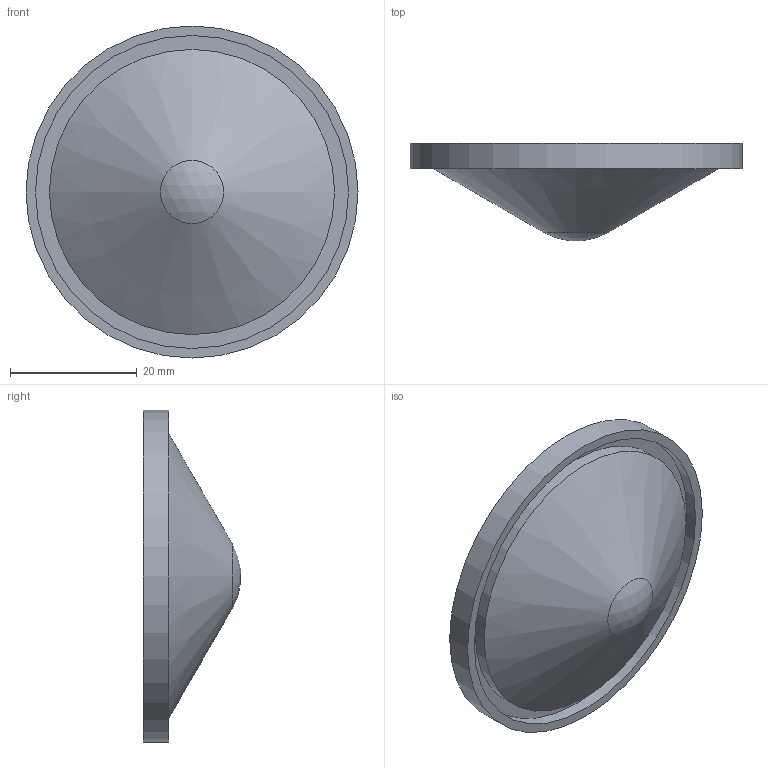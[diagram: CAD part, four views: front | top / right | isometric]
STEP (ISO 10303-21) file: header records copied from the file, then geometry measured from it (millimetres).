
FILE_DESCRIPTION(/* description */ (''),/* implementation_level */ '2;1');
FILE_NAME(/* name */ 'Mirror_OffsetR10.stp',/* time_stamp */ '2024-02-28T17:26:53+09:00',/* author */ ('Hanaoka'),/* organization */ (''),/* preprocessor_version */ 'ST-DEVELOPER v20',/* originating_system */ 'Autodesk Inventor 2024',/* authorisation */ '');
FILE_SCHEMA (('AUTOMOTIVE_DESIGN { 1 0 10303 214 3 1 1 }'));
Length unit declared in the file: millimetre
Products named in the file (1): COne_mirror
Bounding box: 52.4 x 15.39 x 52.4 mm (x, y, z)
Volume: 14838.7 mm3; surface area: 5804.2 mm2
Topology: 1 solids, 1 shells, 8 faces, 11 edges, 7 vertices
Faces by surface type: cylinder 3, plane 3, sphere 1, cone 1
Full cylindrical faces by diameter (mm): 45 x1, 49.4 x1, 52.4 x1
Entity records: 217 total; most frequent: DIRECTION 36, CARTESIAN_POINT 27, ORIENTED_EDGE 22, AXIS2_PLACEMENT_3D 16, EDGE_CURVE 11, EDGE_LOOP 10, FACE_OUTER_BOUND 8, ADVANCED_FACE 8
